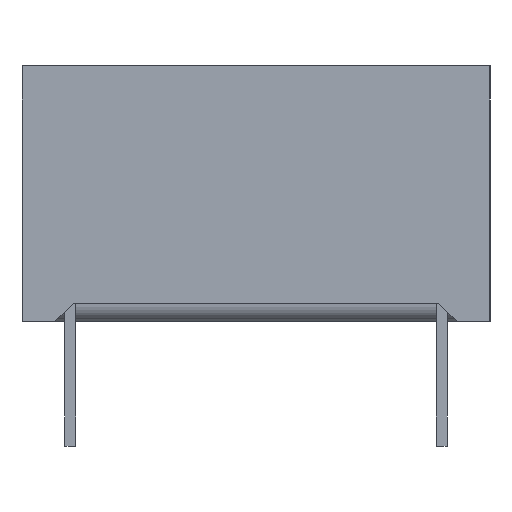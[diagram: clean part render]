
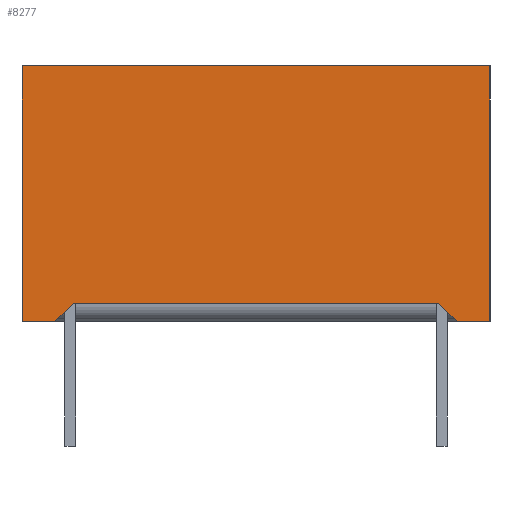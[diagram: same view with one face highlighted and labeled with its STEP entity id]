
A CAD part, left-side view. The second image highlights one B-rep face of the part: STEP entity #8277.
In plain terms, the highlighted planar face has unit normal (-1, 0, 0).
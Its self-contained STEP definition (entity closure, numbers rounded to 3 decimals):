
#33 = VERTEX_POINT ( 'NONE', #7949 ) ;
#208 = ORIENTED_EDGE ( 'NONE', *, *, #4358, .T. ) ;
#657 = CARTESIAN_POINT ( 'NONE',  ( -20.09, -5., 0.5 ) ) ;
#700 = DIRECTION ( 'NONE',  ( 0., -0.707, -0.707 ) ) ;
#876 = EDGE_CURVE ( 'NONE', #10255, #1558, #5408, .T. ) ;
#1514 = EDGE_CURVE ( 'NONE', #5188, #9011, #10572, .T. ) ;
#1558 = VERTEX_POINT ( 'NONE', #4756 ) ;
#1755 = CARTESIAN_POINT ( 'NONE',  ( -20.09, 5., 0.5 ) ) ;
#1780 = DIRECTION ( 'NONE',  ( 0., 0., -1. ) ) ;
#2263 = LINE ( 'NONE', #8481, #4542 ) ;
#2813 = EDGE_CURVE ( 'NONE', #33, #5188, #7359, .T. ) ;
#2863 = CARTESIAN_POINT ( 'NONE',  ( -20.09, 5., 0.5 ) ) ;
#3057 = ORIENTED_EDGE ( 'NONE', *, *, #11537, .T. ) ;
#3112 = VECTOR ( 'NONE', #1780, 1000. ) ;
#3124 = DIRECTION ( 'NONE',  ( 1., 0., 0. ) ) ;
#3213 = CARTESIAN_POINT ( 'NONE',  ( -20.09, 6.4, 7. ) ) ;
#3405 = VECTOR ( 'NONE', #3795, 1000. ) ;
#3644 = DIRECTION ( 'NONE',  ( 0., -1., 0. ) ) ;
#3795 = DIRECTION ( 'NONE',  ( 0., -1., 0. ) ) ;
#3848 = VERTEX_POINT ( 'NONE', #10219 ) ;
#4358 = EDGE_CURVE ( 'NONE', #1558, #9011, #2263, .T. ) ;
#4542 = VECTOR ( 'NONE', #3644, 1000. ) ;
#4571 = FACE_OUTER_BOUND ( 'NONE', #10079, .T. ) ;
#4756 = CARTESIAN_POINT ( 'NONE',  ( -20.09, -5.5, 0. ) ) ;
#4767 = EDGE_CURVE ( 'NONE', #33, #12219, #6966, .T. ) ;
#4778 = VECTOR ( 'NONE', #8446, 1000. ) ;
#5051 = CARTESIAN_POINT ( 'NONE',  ( -20.09, 5., 0.5 ) ) ;
#5188 = VERTEX_POINT ( 'NONE', #12301 ) ;
#5212 = ORIENTED_EDGE ( 'NONE', *, *, #5292, .T. ) ;
#5269 = CARTESIAN_POINT ( 'NONE',  ( -20.09, 6.4, 0. ) ) ;
#5292 = EDGE_CURVE ( 'NONE', #6913, #10255, #10847, .T. ) ;
#5408 = LINE ( 'NONE', #657, #7701 ) ;
#5509 = CARTESIAN_POINT ( 'NONE',  ( -20.09, 6.4, 7. ) ) ;
#5570 = AXIS2_PLACEMENT_3D ( 'NONE', #6009, #3124, #9941 ) ;
#6009 = CARTESIAN_POINT ( 'NONE',  ( -20.09, 6.4, 7. ) ) ;
#6337 = VECTOR ( 'NONE', #10992, 1000. ) ;
#6432 = VECTOR ( 'NONE', #6834, 1000. ) ;
#6527 = ORIENTED_EDGE ( 'NONE', *, *, #876, .T. ) ;
#6743 = LINE ( 'NONE', #11691, #6432 ) ;
#6778 = CARTESIAN_POINT ( 'NONE',  ( -20.09, -5., 0.5 ) ) ;
#6834 = DIRECTION ( 'NONE',  ( 0., -1., 0. ) ) ;
#6913 = VERTEX_POINT ( 'NONE', #1755 ) ;
#6966 = LINE ( 'NONE', #3213, #6337 ) ;
#7172 = ORIENTED_EDGE ( 'NONE', *, *, #11368, .T. ) ;
#7204 = LINE ( 'NONE', #5051, #9490 ) ;
#7356 = ORIENTED_EDGE ( 'NONE', *, *, #1514, .F. ) ;
#7359 = LINE ( 'NONE', #5509, #4778 ) ;
#7597 = CARTESIAN_POINT ( 'NONE',  ( -20.09, -6.4, 7. ) ) ;
#7701 = VECTOR ( 'NONE', #700, 1000. ) ;
#7949 = CARTESIAN_POINT ( 'NONE',  ( -20.09, 6.4, 7. ) ) ;
#8277 = ADVANCED_FACE ( 'NONE', ( #4571 ), #8959, .F. ) ;
#8300 = ORIENTED_EDGE ( 'NONE', *, *, #4767, .T. ) ;
#8446 = DIRECTION ( 'NONE',  ( 0., -1., 0. ) ) ;
#8481 = CARTESIAN_POINT ( 'NONE',  ( -20.09, 6.4, 0. ) ) ;
#8959 = PLANE ( 'NONE',  #5570 ) ;
#9011 = VERTEX_POINT ( 'NONE', #9379 ) ;
#9379 = CARTESIAN_POINT ( 'NONE',  ( -20.09, -6.4, 0. ) ) ;
#9490 = VECTOR ( 'NONE', #9902, 1000. ) ;
#9846 = ORIENTED_EDGE ( 'NONE', *, *, #2813, .F. ) ;
#9902 = DIRECTION ( 'NONE',  ( 0., -0.707, 0.707 ) ) ;
#9941 = DIRECTION ( 'NONE',  ( 0., 0., -1. ) ) ;
#10079 = EDGE_LOOP ( 'NONE', ( #7172, #3057, #5212, #6527, #208, #7356, #9846, #8300 ) ) ;
#10219 = CARTESIAN_POINT ( 'NONE',  ( -20.09, 5.5, 0. ) ) ;
#10255 = VERTEX_POINT ( 'NONE', #6778 ) ;
#10572 = LINE ( 'NONE', #7597, #3112 ) ;
#10847 = LINE ( 'NONE', #2863, #3405 ) ;
#10992 = DIRECTION ( 'NONE',  ( 0., 0., -1. ) ) ;
#11368 = EDGE_CURVE ( 'NONE', #12219, #3848, #6743, .T. ) ;
#11537 = EDGE_CURVE ( 'NONE', #3848, #6913, #7204, .T. ) ;
#11691 = CARTESIAN_POINT ( 'NONE',  ( -20.09, 6.4, 0. ) ) ;
#12219 = VERTEX_POINT ( 'NONE', #5269 ) ;
#12301 = CARTESIAN_POINT ( 'NONE',  ( -20.09, -6.4, 7. ) ) ;
